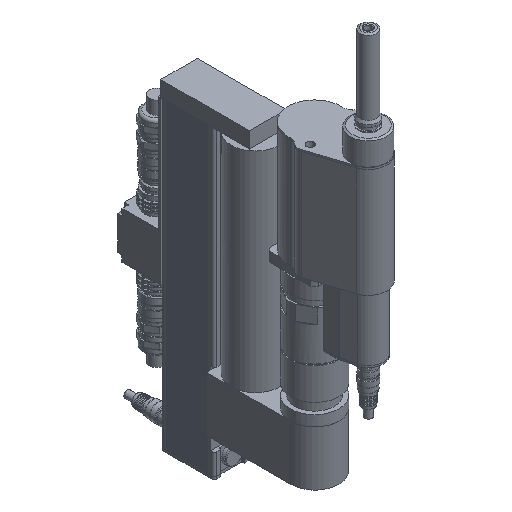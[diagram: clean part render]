
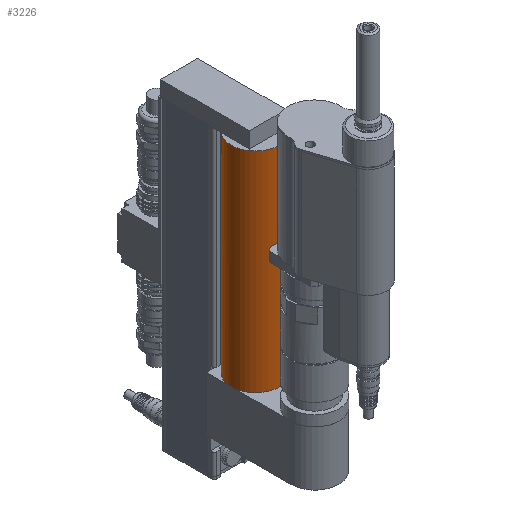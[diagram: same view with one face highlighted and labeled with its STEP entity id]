
A CAD part, isometric view. The second image highlights one B-rep face of the part: STEP entity #3226.
In plain terms, the highlighted cylindrical face has radius 27.5 mm (diameter 55 mm), a full revolution.
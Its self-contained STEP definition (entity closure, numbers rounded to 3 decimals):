
#2970=CARTESIAN_POINT('',(27.25,-60.1,108.5));
#2971=VERTEX_POINT('',#2970);
#2978=CARTESIAN_POINT('',(-27.25,-60.1,108.5));
#2979=VERTEX_POINT('',#2978);
#2980=CARTESIAN_POINT('',(0.0,-56.4,108.5));
#2981=DIRECTION('',(0.0,0.0,1.0));
#2982=DIRECTION('',(1.0,0.0,0.0));
#2983=AXIS2_PLACEMENT_3D('',#2980,#2981,#2982);
#2984=CIRCLE('',#2983,27.5);
#2985=EDGE_CURVE('',#2979,#2971,#2984,.T.);
#3001=CARTESIAN_POINT('',(27.25,-52.7,108.5));
#3002=VERTEX_POINT('',#3001);
#3003=CARTESIAN_POINT('',(-27.25,-52.7,108.5));
#3004=VERTEX_POINT('',#3003);
#3005=CARTESIAN_POINT('',(0.0,-56.4,108.5));
#3006=DIRECTION('',(0.0,0.0,1.0));
#3007=DIRECTION('',(1.0,0.0,0.0));
#3008=AXIS2_PLACEMENT_3D('',#3005,#3006,#3007);
#3009=CIRCLE('',#3008,27.5);
#3010=EDGE_CURVE('',#3002,#3004,#3009,.T.);
#3169=CARTESIAN_POINT('',(0.0,-56.4,108.5));
#3170=DIRECTION('',(0.0,0.0,1.0));
#3171=DIRECTION('',(1.0,0.0,0.0));
#3172=AXIS2_PLACEMENT_3D('',#3169,#3170,#3171);
#3173=CIRCLE('',#3172,27.5);
#3174=EDGE_CURVE('',#2971,#3002,#3173,.T.);
#3185=CARTESIAN_POINT('',(0.0,-56.4,108.5));
#3186=DIRECTION('',(0.0,0.0,1.0));
#3187=DIRECTION('',(1.0,0.0,0.0));
#3188=AXIS2_PLACEMENT_3D('',#3185,#3186,#3187);
#3189=CIRCLE('',#3188,27.5);
#3190=EDGE_CURVE('',#3004,#2979,#3189,.T.);
#3195=CARTESIAN_POINT('',(0.0,-56.4,346.5));
#3196=DIRECTION('',(0.0,0.0,-1.0));
#3197=DIRECTION('',(1.0,0.0,0.0));
#3198=AXIS2_PLACEMENT_3D('',#3195,#3196,#3197);
#3199=CYLINDRICAL_SURFACE('',#3198,27.5);
#3200=ORIENTED_EDGE('',*,*,#3190,.T.);
#3201=ORIENTED_EDGE('',*,*,#2985,.T.);
#3202=ORIENTED_EDGE('',*,*,#3174,.T.);
#3203=ORIENTED_EDGE('',*,*,#3010,.T.);
#3204=EDGE_LOOP('',(#3200,#3201,#3202,#3203));
#3205=FACE_OUTER_BOUND('',#3204,.T.);
#3206=CARTESIAN_POINT('',(-20.85,-38.469,346.5));
#3207=VERTEX_POINT('',#3206);
#3208=CARTESIAN_POINT('',(20.85,-38.469,346.5));
#3209=VERTEX_POINT('',#3208);
#3210=CARTESIAN_POINT('',(0.0,-56.4,346.5));
#3211=DIRECTION('',(0.0,0.0,1.0));
#3212=DIRECTION('',(1.0,0.0,0.0));
#3213=AXIS2_PLACEMENT_3D('',#3210,#3211,#3212);
#3214=CIRCLE('',#3213,27.5);
#3215=EDGE_CURVE('',#3207,#3209,#3214,.T.);
#3216=ORIENTED_EDGE('',*,*,#3215,.F.);
#3217=CARTESIAN_POINT('',(0.0,-56.4,346.5));
#3218=DIRECTION('',(0.0,0.0,1.0));
#3219=DIRECTION('',(1.0,0.0,0.0));
#3220=AXIS2_PLACEMENT_3D('',#3217,#3218,#3219);
#3221=CIRCLE('',#3220,27.5);
#3222=EDGE_CURVE('',#3209,#3207,#3221,.T.);
#3223=ORIENTED_EDGE('',*,*,#3222,.F.);
#3224=EDGE_LOOP('',(#3216,#3223));
#3225=FACE_BOUND('',#3224,.T.);
#3226=ADVANCED_FACE('',(#3205,#3225),#3199,.T.);
